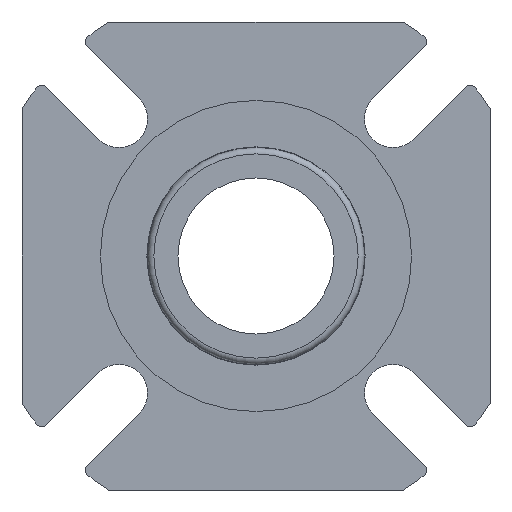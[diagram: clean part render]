
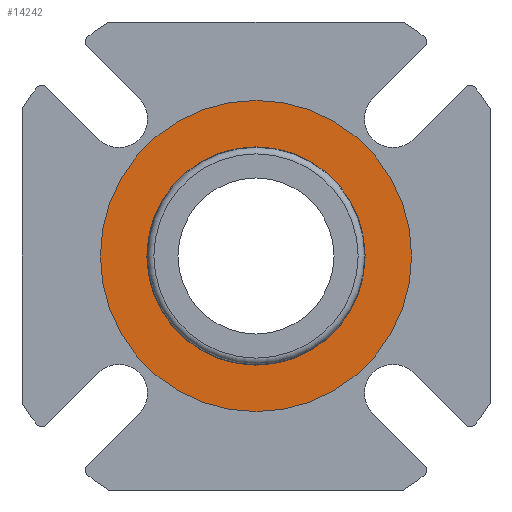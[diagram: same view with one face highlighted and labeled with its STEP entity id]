
A CAD part, left-side view. The second image highlights one B-rep face of the part: STEP entity #14242.
In plain terms, the highlighted planar face has unit normal (-1, 0, 0).
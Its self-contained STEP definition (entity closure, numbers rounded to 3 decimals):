
#2979=PLANE('',#15704);
#7137=ORIENTED_EDGE('',*,*,#9232,.T.);
#7138=ORIENTED_EDGE('',*,*,#9231,.T.);
#9231=EDGE_CURVE('',#10541,#10541,#11223,.T.);
#9232=EDGE_CURVE('',#10542,#10542,#11224,.T.);
#10541=VERTEX_POINT('',#28253);
#10542=VERTEX_POINT('',#28256);
#11223=CIRCLE('',#15703,38.);
#11224=CIRCLE('',#15705,26.657);
#12147=EDGE_LOOP('',(#7137));
#12148=EDGE_LOOP('',(#7138));
#13080=FACE_BOUND('',#12147,.T.);
#13081=FACE_BOUND('',#12148,.T.);
#14242=ADVANCED_FACE('',(#13080,#13081),#2979,.F.);
#15703=AXIS2_PLACEMENT_3D('',#28252,#19606,#19607);
#15704=AXIS2_PLACEMENT_3D('',#28254,#19608,#19609);
#15705=AXIS2_PLACEMENT_3D('',#28255,#19610,#19611);
#19606=DIRECTION('',(-1.,0.,0.));
#19607=DIRECTION('',(0.,0.,1.));
#19608=DIRECTION('',(1.,0.,0.));
#19609=DIRECTION('',(0.,0.,-1.));
#19610=DIRECTION('',(1.,0.,0.));
#19611=DIRECTION('',(0.,0.,-1.));
#28252=CARTESIAN_POINT('',(-13.97,0.,0.));
#28253=CARTESIAN_POINT('',(-13.97,0.,38.));
#28254=CARTESIAN_POINT('',(-13.97,0.,38.));
#28255=CARTESIAN_POINT('',(-13.97,0.,0.));
#28256=CARTESIAN_POINT('',(-13.97,0.,-26.657));
